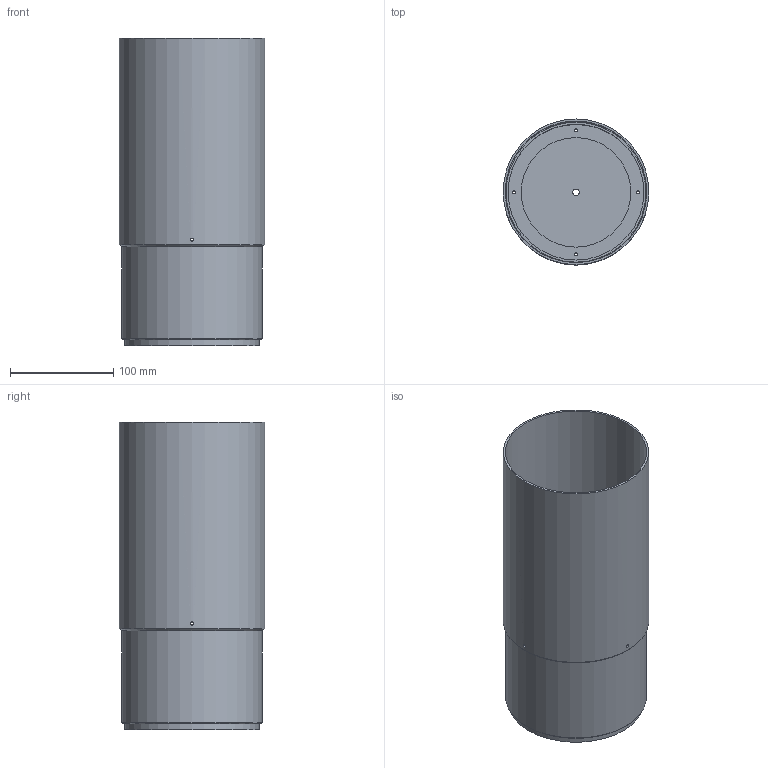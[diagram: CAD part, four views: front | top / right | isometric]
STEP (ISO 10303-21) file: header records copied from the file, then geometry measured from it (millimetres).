
FILE_DESCRIPTION(('FreeCAD Model'),'2;1');
FILE_NAME('Open CASCADE Shape Model','2025-12-30T07:33:11',(''),(''), 'Open CASCADE STEP processor 7.8','FreeCAD','Unknown');
FILE_SCHEMA(('AP242_MANAGED_MODEL_BASED_3D_ENGINEERING_MIM_LF. {1 0 10303 442 1 1 4 }'));
Length unit declared in the file: millimetre
Products named in the file (4): container001; shoulder; container; bulkplate
Assembly tree (3 placements, depth 2):
  container001
    shoulder
    container
    bulkplate
Bounding box: 141 x 141 x 298 mm (x, y, z)
Volume: 372598.3 mm3; surface area: 310265.8 mm2
Topology: 3 solids, 3 shells, 34 faces, 88 edges, 58 vertices
Faces by surface type: cylinder 24, plane 8, cone 2
Full cylindrical faces by diameter (mm): 2.5 x4, 3 x12, 6.3 x1, 106 x1, 130 x1, 131.4 x1, 135.4 x1, 136 x1, 137 x1, 141 x1
Entity records: 4698 total; most frequent: CARTESIAN_POINT 2838, DIRECTION 302, ORIENTED_EDGE 176, PCURVE 176, DEFINITIONAL_REPRESENTATION 176, LINE 126, VECTOR 126, EDGE_CURVE 88
